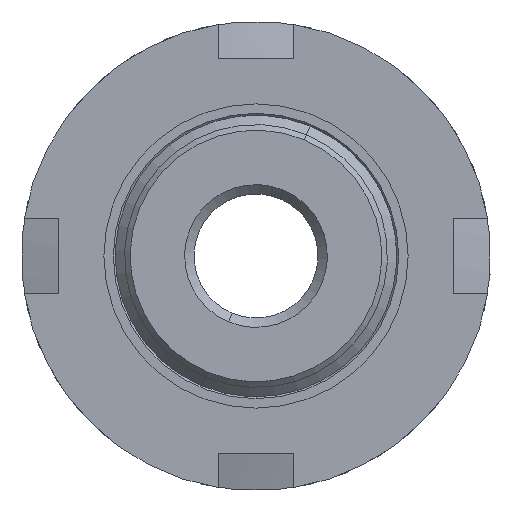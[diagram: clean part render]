
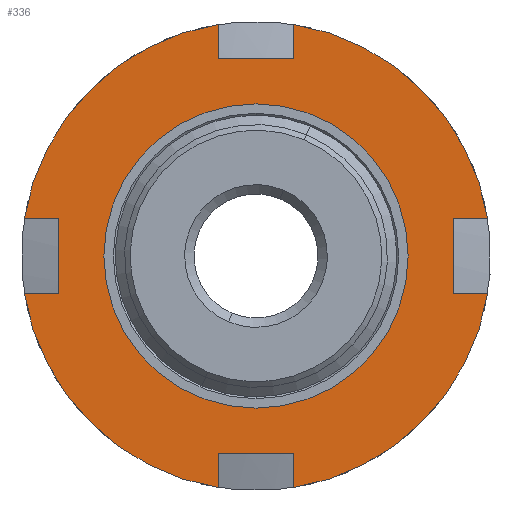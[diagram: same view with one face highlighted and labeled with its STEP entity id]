
A CAD part, front view. The second image highlights one B-rep face of the part: STEP entity #336.
In plain terms, the highlighted planar face has unit normal (0, -1, 0).
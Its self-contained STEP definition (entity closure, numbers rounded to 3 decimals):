
#4 = LINE ( 'NONE', #1690, #1768 ) ;
#7 = AXIS2_PLACEMENT_3D ( 'NONE', #680, #881, #892 ) ;
#8 = DIRECTION ( 'NONE',  ( 0., 0., 1. ) ) ;
#10 = ORIENTED_EDGE ( 'NONE', *, *, #2007, .F. ) ;
#27 = DIRECTION ( 'NONE',  ( -1., 0., 0. ) ) ;
#66 = VECTOR ( 'NONE', #2317, 1000. ) ;
#70 = VECTOR ( 'NONE', #382, 1000. ) ;
#89 = VERTEX_POINT ( 'NONE', #839 ) ;
#110 = CIRCLE ( 'NONE', #985, 12.5 ) ;
#116 = EDGE_LOOP ( 'NONE', ( #2640, #828, #447, #1585, #1195, #2545, #1720, #1575, #2774, #1815, #293, #2096, #2432, #10, #2599, #1918 ) ) ;
#120 = CARTESIAN_POINT ( 'NONE',  ( 2., -23., 10.5 ) ) ;
#127 = CIRCLE ( 'NONE', #308, 8.1 ) ;
#137 = LINE ( 'NONE', #2242, #2026 ) ;
#146 = EDGE_CURVE ( 'NONE', #2629, #515, #270, .T. ) ;
#179 = LINE ( 'NONE', #377, #2427 ) ;
#182 = EDGE_CURVE ( 'NONE', #2714, #2592, #1162, .T. ) ;
#207 = CARTESIAN_POINT ( 'NONE',  ( 0., -23., 0. ) ) ;
#259 = DIRECTION ( 'NONE',  ( 0., 1., 0. ) ) ;
#270 = LINE ( 'NONE', #1619, #2515 ) ;
#293 = ORIENTED_EDGE ( 'NONE', *, *, #646, .T. ) ;
#308 = AXIS2_PLACEMENT_3D ( 'NONE', #2612, #259, #8 ) ;
#312 = DIRECTION ( 'NONE',  ( 0., 0., -1. ) ) ;
#319 = DIRECTION ( 'NONE',  ( 0., 0., 1. ) ) ;
#328 = DIRECTION ( 'NONE',  ( 0., 1., 0. ) ) ;
#329 = CIRCLE ( 'NONE', #812, 12.5 ) ;
#336 = ADVANCED_FACE ( 'NONE', ( #1088, #581 ), #2766, .F. ) ;
#368 = CARTESIAN_POINT ( 'NONE',  ( 8.1, -23., -2. ) ) ;
#377 = CARTESIAN_POINT ( 'NONE',  ( 0., -23., -10.5 ) ) ;
#382 = DIRECTION ( 'NONE',  ( 0., 0., 1. ) ) ;
#387 = CARTESIAN_POINT ( 'NONE',  ( -10.5, -23., 2. ) ) ;
#436 = EDGE_CURVE ( 'NONE', #2569, #2633, #127, .T. ) ;
#447 = ORIENTED_EDGE ( 'NONE', *, *, #182, .T. ) ;
#501 = ORIENTED_EDGE ( 'NONE', *, *, #436, .T. ) ;
#508 = CARTESIAN_POINT ( 'NONE',  ( -2., -23., 10.5 ) ) ;
#515 = VERTEX_POINT ( 'NONE', #508 ) ;
#528 = CARTESIAN_POINT ( 'NONE',  ( 2., -23., 12.339 ) ) ;
#530 = VERTEX_POINT ( 'NONE', #2480 ) ;
#581 = FACE_OUTER_BOUND ( 'NONE', #116, .T. ) ;
#646 = EDGE_CURVE ( 'NONE', #1904, #2629, #1265, .T. ) ;
#652 = VECTOR ( 'NONE', #781, 1000. ) ;
#656 = LINE ( 'NONE', #2455, #1431 ) ;
#679 = VERTEX_POINT ( 'NONE', #1970 ) ;
#680 = CARTESIAN_POINT ( 'NONE',  ( 0., -23., 0. ) ) ;
#693 = CARTESIAN_POINT ( 'NONE',  ( -2., -23., 12.339 ) ) ;
#737 = VERTEX_POINT ( 'NONE', #2373 ) ;
#781 = DIRECTION ( 'NONE',  ( -1., 0., 0. ) ) ;
#812 = AXIS2_PLACEMENT_3D ( 'NONE', #2195, #2398, #1766 ) ;
#828 = ORIENTED_EDGE ( 'NONE', *, *, #2103, .F. ) ;
#839 = CARTESIAN_POINT ( 'NONE',  ( -10.5, -23., -2. ) ) ;
#881 = DIRECTION ( 'NONE',  ( 0., 1., 0. ) ) ;
#892 = DIRECTION ( 'NONE',  ( 0., 0., 1. ) ) ;
#919 = CARTESIAN_POINT ( 'NONE',  ( 2., -23., -10.5 ) ) ;
#939 = VERTEX_POINT ( 'NONE', #2110 ) ;
#951 = LINE ( 'NONE', #2732, #66 ) ;
#953 = DIRECTION ( 'NONE',  ( 0., 0., 1. ) ) ;
#985 = AXIS2_PLACEMENT_3D ( 'NONE', #2421, #2234, #1400 ) ;
#1000 = CARTESIAN_POINT ( 'NONE',  ( -12.339, -23., 2. ) ) ;
#1003 = CARTESIAN_POINT ( 'NONE',  ( -2., -23., -10.5 ) ) ;
#1025 = DIRECTION ( 'NONE',  ( 1., 0., 0. ) ) ;
#1028 = DIRECTION ( 'NONE',  ( 1., 0., 0. ) ) ;
#1068 = CIRCLE ( 'NONE', #2000, 8.1 ) ;
#1088 = FACE_BOUND ( 'NONE', #1192, .T. ) ;
#1114 = DIRECTION ( 'NONE',  ( 0., 1., 0. ) ) ;
#1129 = CARTESIAN_POINT ( 'NONE',  ( 0., -23., 0. ) ) ;
#1143 = CIRCLE ( 'NONE', #7, 12.5 ) ;
#1162 = LINE ( 'NONE', #2049, #2050 ) ;
#1171 = LINE ( 'NONE', #1765, #2555 ) ;
#1192 = EDGE_LOOP ( 'NONE', ( #501, #2173 ) ) ;
#1195 = ORIENTED_EDGE ( 'NONE', *, *, #2736, .F. ) ;
#1206 = CARTESIAN_POINT ( 'NONE',  ( 8.1, -23., -2. ) ) ;
#1235 = AXIS2_PLACEMENT_3D ( 'NONE', #1698, #328, #953 ) ;
#1265 = LINE ( 'NONE', #2497, #2013 ) ;
#1267 = DIRECTION ( 'NONE',  ( 1., 0., 0. ) ) ;
#1331 = CARTESIAN_POINT ( 'NONE',  ( -2., -23., -12.339 ) ) ;
#1342 = EDGE_CURVE ( 'NONE', #530, #737, #2695, .T. ) ;
#1396 = EDGE_CURVE ( 'NONE', #1952, #2086, #4, .T. ) ;
#1400 = DIRECTION ( 'NONE',  ( 0., 0., 1. ) ) ;
#1418 = CARTESIAN_POINT ( 'NONE',  ( 0., -23., 8.1 ) ) ;
#1431 = VECTOR ( 'NONE', #2467, 1000. ) ;
#1529 = DIRECTION ( 'NONE',  ( 0., 1., 0. ) ) ;
#1565 = DIRECTION ( 'NONE',  ( 0., 0., 1. ) ) ;
#1575 = ORIENTED_EDGE ( 'NONE', *, *, #1342, .T. ) ;
#1582 = VERTEX_POINT ( 'NONE', #1678 ) ;
#1585 = ORIENTED_EDGE ( 'NONE', *, *, #1903, .T. ) ;
#1603 = EDGE_CURVE ( 'NONE', #2086, #89, #951, .T. ) ;
#1606 = EDGE_CURVE ( 'NONE', #939, #737, #137, .T. ) ;
#1619 = CARTESIAN_POINT ( 'NONE',  ( 0., -23., 10.5 ) ) ;
#1635 = DIRECTION ( 'NONE',  ( -1., 0., 0. ) ) ;
#1644 = EDGE_CURVE ( 'NONE', #2228, #530, #2058, .T. ) ;
#1653 = AXIS2_PLACEMENT_3D ( 'NONE', #207, #1529, #2787 ) ;
#1678 = CARTESIAN_POINT ( 'NONE',  ( -12.339, -23., -2. ) ) ;
#1690 = CARTESIAN_POINT ( 'NONE',  ( 8.1, -23., 2. ) ) ;
#1698 = CARTESIAN_POINT ( 'NONE',  ( 8.1, -23., 0. ) ) ;
#1720 = ORIENTED_EDGE ( 'NONE', *, *, #1644, .T. ) ;
#1727 = CARTESIAN_POINT ( 'NONE',  ( 12.339, -23., -2. ) ) ;
#1739 = EDGE_CURVE ( 'NONE', #1904, #939, #1991, .T. ) ;
#1765 = CARTESIAN_POINT ( 'NONE',  ( -2., -23., 0. ) ) ;
#1766 = DIRECTION ( 'NONE',  ( 0., 0., 1. ) ) ;
#1768 = VECTOR ( 'NONE', #1267, 1000. ) ;
#1815 = ORIENTED_EDGE ( 'NONE', *, *, #1739, .F. ) ;
#1903 = EDGE_CURVE ( 'NONE', #2592, #2408, #179, .T. ) ;
#1904 = VERTEX_POINT ( 'NONE', #528 ) ;
#1918 = ORIENTED_EDGE ( 'NONE', *, *, #1603, .T. ) ;
#1925 = CARTESIAN_POINT ( 'NONE',  ( 10.5, -23., 0. ) ) ;
#1952 = VERTEX_POINT ( 'NONE', #1000 ) ;
#1970 = CARTESIAN_POINT ( 'NONE',  ( 2., -23., -12.339 ) ) ;
#1991 = CIRCLE ( 'NONE', #1653, 12.5 ) ;
#2000 = AXIS2_PLACEMENT_3D ( 'NONE', #1129, #1114, #1565 ) ;
#2007 = EDGE_CURVE ( 'NONE', #1952, #2720, #110, .T. ) ;
#2013 = VECTOR ( 'NONE', #312, 1000. ) ;
#2026 = VECTOR ( 'NONE', #1635, 1000. ) ;
#2049 = CARTESIAN_POINT ( 'NONE',  ( -2., -23., 0. ) ) ;
#2050 = VECTOR ( 'NONE', #319, 1000. ) ;
#2058 = LINE ( 'NONE', #1206, #652 ) ;
#2059 = EDGE_CURVE ( 'NONE', #1582, #89, #2226, .T. ) ;
#2086 = VERTEX_POINT ( 'NONE', #387 ) ;
#2096 = ORIENTED_EDGE ( 'NONE', *, *, #146, .T. ) ;
#2103 = EDGE_CURVE ( 'NONE', #2714, #1582, #329, .T. ) ;
#2110 = CARTESIAN_POINT ( 'NONE',  ( 12.339, -23., 2. ) ) ;
#2131 = EDGE_CURVE ( 'NONE', #2228, #679, #1143, .T. ) ;
#2173 = ORIENTED_EDGE ( 'NONE', *, *, #2312, .T. ) ;
#2195 = CARTESIAN_POINT ( 'NONE',  ( 0., -23., 0. ) ) ;
#2200 = DIRECTION ( 'NONE',  ( 0., 0., -1. ) ) ;
#2226 = LINE ( 'NONE', #368, #2591 ) ;
#2228 = VERTEX_POINT ( 'NONE', #1727 ) ;
#2234 = DIRECTION ( 'NONE',  ( 0., 1., 0. ) ) ;
#2242 = CARTESIAN_POINT ( 'NONE',  ( 8.1, -23., 2. ) ) ;
#2312 = EDGE_CURVE ( 'NONE', #2633, #2569, #1068, .T. ) ;
#2317 = DIRECTION ( 'NONE',  ( 0., 0., -1. ) ) ;
#2335 = EDGE_CURVE ( 'NONE', #2720, #515, #1171, .T. ) ;
#2373 = CARTESIAN_POINT ( 'NONE',  ( 10.5, -23., 2. ) ) ;
#2398 = DIRECTION ( 'NONE',  ( 0., 1., 0. ) ) ;
#2408 = VERTEX_POINT ( 'NONE', #919 ) ;
#2421 = CARTESIAN_POINT ( 'NONE',  ( 0., -23., 0. ) ) ;
#2427 = VECTOR ( 'NONE', #1028, 1000. ) ;
#2432 = ORIENTED_EDGE ( 'NONE', *, *, #2335, .F. ) ;
#2455 = CARTESIAN_POINT ( 'NONE',  ( 2., -23., 0. ) ) ;
#2467 = DIRECTION ( 'NONE',  ( 0., 0., 1. ) ) ;
#2480 = CARTESIAN_POINT ( 'NONE',  ( 10.5, -23., -2. ) ) ;
#2497 = CARTESIAN_POINT ( 'NONE',  ( 2., -23., 0. ) ) ;
#2515 = VECTOR ( 'NONE', #27, 1000. ) ;
#2545 = ORIENTED_EDGE ( 'NONE', *, *, #2131, .F. ) ;
#2555 = VECTOR ( 'NONE', #2200, 1000. ) ;
#2569 = VERTEX_POINT ( 'NONE', #1418 ) ;
#2591 = VECTOR ( 'NONE', #1025, 1000. ) ;
#2592 = VERTEX_POINT ( 'NONE', #1003 ) ;
#2599 = ORIENTED_EDGE ( 'NONE', *, *, #1396, .T. ) ;
#2612 = CARTESIAN_POINT ( 'NONE',  ( 0., -23., 0. ) ) ;
#2613 = CARTESIAN_POINT ( 'NONE',  ( 0., -23., -8.1 ) ) ;
#2629 = VERTEX_POINT ( 'NONE', #120 ) ;
#2633 = VERTEX_POINT ( 'NONE', #2613 ) ;
#2640 = ORIENTED_EDGE ( 'NONE', *, *, #2059, .F. ) ;
#2695 = LINE ( 'NONE', #1925, #70 ) ;
#2714 = VERTEX_POINT ( 'NONE', #1331 ) ;
#2720 = VERTEX_POINT ( 'NONE', #693 ) ;
#2732 = CARTESIAN_POINT ( 'NONE',  ( -10.5, -23., 0. ) ) ;
#2736 = EDGE_CURVE ( 'NONE', #679, #2408, #656, .T. ) ;
#2766 = PLANE ( 'NONE',  #1235 ) ;
#2774 = ORIENTED_EDGE ( 'NONE', *, *, #1606, .F. ) ;
#2787 = DIRECTION ( 'NONE',  ( 0., 0., 1. ) ) ;
